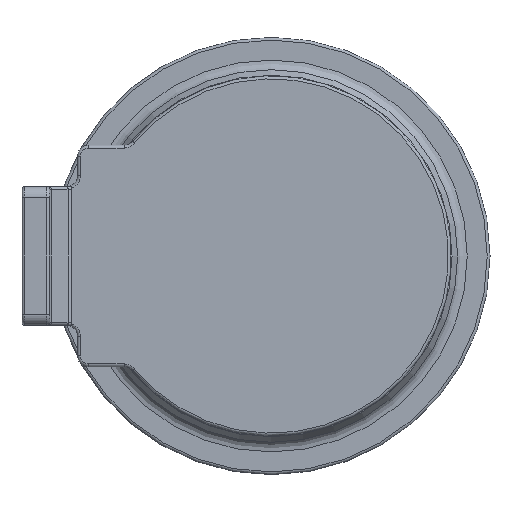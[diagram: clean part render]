
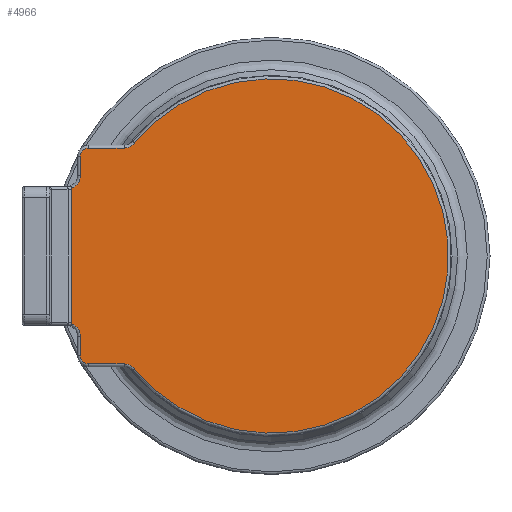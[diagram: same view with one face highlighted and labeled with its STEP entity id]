
A CAD part, front view. The second image highlights one B-rep face of the part: STEP entity #4966.
In plain terms, the highlighted face is planar.
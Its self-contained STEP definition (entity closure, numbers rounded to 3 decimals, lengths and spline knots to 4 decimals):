
#129=PLANE('',#5398);
#765=LINE('',#6674,#1009);
#767=LINE('',#6686,#1011);
#768=LINE('',#6702,#1012);
#769=LINE('',#6710,#1013);
#783=LINE('',#6813,#1027);
#1009=VECTOR('',#5766,0.35);
#1011=VECTOR('',#5780,0.6425);
#1012=VECTOR('',#5801,0.6425);
#1013=VECTOR('',#5812,0.35);
#1027=VECTOR('',#5912,2.4417);
#1319=FACE_OUTER_BOUND('',#1652,.T.);
#1652=EDGE_LOOP('',(#3671,#3672,#3673,#3674,#3675,#3676,#3677,#3678,#3679,
#3680,#3681,#3682));
#2048=CIRCLE('',#5327,0.25);
#2052=CIRCLE('',#5333,0.15);
#2056=CIRCLE('',#5339,0.25);
#2058=CIRCLE('',#5342,0.25);
#2062=CIRCLE('',#5348,0.15);
#2065=CIRCLE('',#5353,0.25);
#2068=CIRCLE('',#5357,3.2);
#2192=VERTEX_POINT('',#6650);
#2194=VERTEX_POINT('',#6664);
#2196=VERTEX_POINT('',#6670);
#2198=VERTEX_POINT('',#6676);
#2200=VERTEX_POINT('',#6682);
#2202=VERTEX_POINT('',#6688);
#2204=VERTEX_POINT('',#6694);
#2205=VERTEX_POINT('',#6696);
#2206=VERTEX_POINT('',#6700);
#2207=VERTEX_POINT('',#6704);
#2208=VERTEX_POINT('',#6708);
#2209=VERTEX_POINT('',#6712);
#2721=EDGE_CURVE('',#2192,#2194,#2048,.T.);
#2724=EDGE_CURVE('',#2194,#2196,#765,.T.);
#2727=EDGE_CURVE('',#2196,#2198,#2052,.T.);
#2730=EDGE_CURVE('',#2198,#2200,#767,.T.);
#2733=EDGE_CURVE('',#2200,#2202,#2056,.T.);
#2735=EDGE_CURVE('',#2204,#2205,#2058,.T.);
#2738=EDGE_CURVE('',#2205,#2206,#768,.T.);
#2740=EDGE_CURVE('',#2206,#2207,#2062,.T.);
#2742=EDGE_CURVE('',#2207,#2208,#769,.T.);
#2744=EDGE_CURVE('',#2208,#2209,#2065,.T.);
#2748=EDGE_CURVE('',#2202,#2204,#2068,.T.);
#2781=EDGE_CURVE('',#2209,#2192,#783,.T.);
#3671=ORIENTED_EDGE('',*,*,#2721,.F.);
#3672=ORIENTED_EDGE('',*,*,#2781,.F.);
#3673=ORIENTED_EDGE('',*,*,#2744,.F.);
#3674=ORIENTED_EDGE('',*,*,#2742,.F.);
#3675=ORIENTED_EDGE('',*,*,#2740,.F.);
#3676=ORIENTED_EDGE('',*,*,#2738,.F.);
#3677=ORIENTED_EDGE('',*,*,#2735,.F.);
#3678=ORIENTED_EDGE('',*,*,#2748,.F.);
#3679=ORIENTED_EDGE('',*,*,#2733,.F.);
#3680=ORIENTED_EDGE('',*,*,#2730,.F.);
#3681=ORIENTED_EDGE('',*,*,#2727,.F.);
#3682=ORIENTED_EDGE('',*,*,#2724,.F.);
#4966=ADVANCED_FACE('',(#1319),#129,.T.);
#5327=AXIS2_PLACEMENT_3D('',#6668,#5759,#5760);
#5333=AXIS2_PLACEMENT_3D('',#6680,#5773,#5774);
#5339=AXIS2_PLACEMENT_3D('',#6692,#5787,#5788);
#5342=AXIS2_PLACEMENT_3D('',#6697,#5793,#5794);
#5348=AXIS2_PLACEMENT_3D('',#6706,#5806,#5807);
#5353=AXIS2_PLACEMENT_3D('',#6714,#5817,#5818);
#5357=AXIS2_PLACEMENT_3D('',#6749,#5825,#5826);
#5398=AXIS2_PLACEMENT_3D('',#6821,#5924,#5925);
#5759=DIRECTION('center_axis',(0.,1.,0.));
#5760=DIRECTION('ref_axis',(0.866,0.,0.5));
#5766=DIRECTION('',(0.,0.,-1.));
#5773=DIRECTION('center_axis',(0.,-1.,0.));
#5774=DIRECTION('ref_axis',(-0.707,0.,-0.707));
#5780=DIRECTION('',(1.,0.,0.));
#5787=DIRECTION('center_axis',(0.,1.,0.));
#5788=DIRECTION('ref_axis',(0.426,0.,0.905));
#5793=DIRECTION('center_axis',(0.,1.,0.));
#5794=DIRECTION('ref_axis',(0.426,0.,-0.905));
#5801=DIRECTION('',(-1.,0.,0.));
#5806=DIRECTION('center_axis',(0.,-1.,0.));
#5807=DIRECTION('ref_axis',(-0.707,0.,0.707));
#5812=DIRECTION('',(0.,0.,-1.));
#5817=DIRECTION('center_axis',(0.,1.,0.));
#5818=DIRECTION('ref_axis',(0.866,0.,-0.5));
#5825=DIRECTION('center_axis',(0.,-1.,0.));
#5826=DIRECTION('ref_axis',(1.,0.,0.));
#5912=DIRECTION('',(0.,0.,-1.));
#5924=DIRECTION('center_axis',(0.,1.,0.));
#5925=DIRECTION('ref_axis',(0.,0.,1.));
#6650=CARTESIAN_POINT('',(-3.6,1.0072,-1.2209));
#6664=CARTESIAN_POINT('',(-3.45,1.0072,-1.45));
#6668=CARTESIAN_POINT('Origin',(-3.7,1.0072,-1.45));
#6670=CARTESIAN_POINT('',(-3.45,1.0072,-1.8));
#6674=CARTESIAN_POINT('',(-3.45,1.0072,-1.));
#6676=CARTESIAN_POINT('',(-3.3,1.0072,-1.95));
#6680=CARTESIAN_POINT('Origin',(-3.3,1.0072,-1.8));
#6682=CARTESIAN_POINT('',(-2.6575,1.0072,-1.95));
#6686=CARTESIAN_POINT('',(-2.0934,1.0072,-1.95));
#6688=CARTESIAN_POINT('',(-2.465,1.0072,-2.0406));
#6692=CARTESIAN_POINT('Origin',(-2.6575,1.0072,-2.2));
#6694=CARTESIAN_POINT('',(-2.465,1.0072,2.0406));
#6696=CARTESIAN_POINT('',(-2.6575,1.0072,1.95));
#6697=CARTESIAN_POINT('Origin',(-2.6575,1.0072,2.2));
#6700=CARTESIAN_POINT('',(-3.3,1.0072,1.95));
#6702=CARTESIAN_POINT('',(-2.5625,1.0072,1.95));
#6704=CARTESIAN_POINT('',(-3.45,1.0072,1.8));
#6706=CARTESIAN_POINT('Origin',(-3.3,1.0072,1.8));
#6708=CARTESIAN_POINT('',(-3.45,1.0072,1.45));
#6710=CARTESIAN_POINT('',(-3.45,1.0072,0.625));
#6712=CARTESIAN_POINT('',(-3.6,1.0072,1.2209));
#6714=CARTESIAN_POINT('Origin',(-3.7,1.0072,1.45));
#6749=CARTESIAN_POINT('Origin',(0.,1.0072,0.));
#6813=CARTESIAN_POINT('',(-3.6,1.0072,1.25));
#6821=CARTESIAN_POINT('Origin',(-1.625,1.0072,0.));
